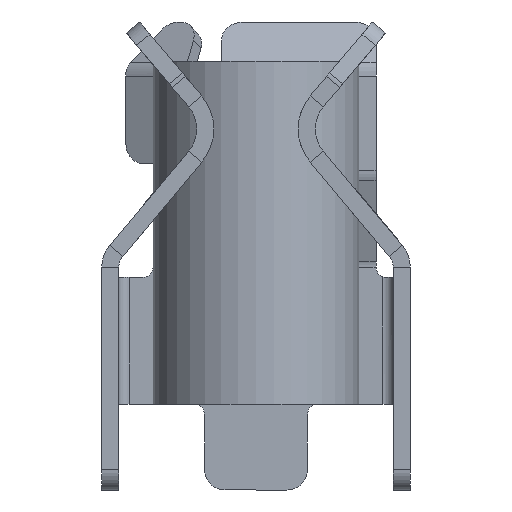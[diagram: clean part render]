
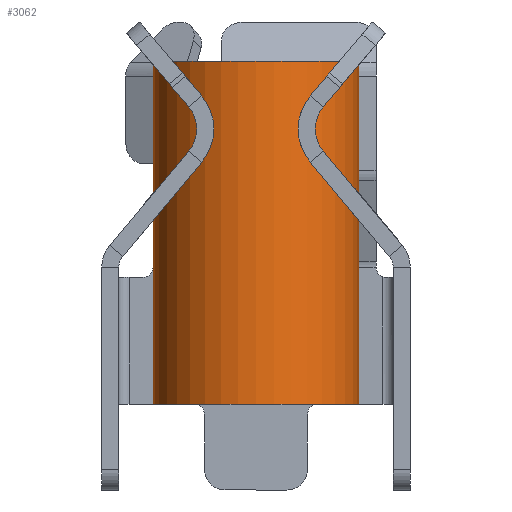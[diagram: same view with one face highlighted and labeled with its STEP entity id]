
A CAD part, front view. The second image highlights one B-rep face of the part: STEP entity #3062.
In plain terms, the highlighted cylindrical face has radius 3 mm (diameter 6 mm), a partial arc.
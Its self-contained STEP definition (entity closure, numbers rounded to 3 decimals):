
#251 = DIRECTION ( 'NONE',  ( -1., 0., 0. ) ) ;
#373 = AXIS2_PLACEMENT_3D ( 'NONE', #2048, #4230, #251 ) ;
#415 = CARTESIAN_POINT ( 'NONE',  ( 3., -6.952, 0. ) ) ;
#428 = EDGE_CURVE ( 'NONE', #5102, #3200, #4503, .T. ) ;
#535 = VERTEX_POINT ( 'NONE', #415 ) ;
#552 = CARTESIAN_POINT ( 'NONE',  ( 3., -6.952, 10. ) ) ;
#736 = DIRECTION ( 'NONE',  ( -1., 0., 0. ) ) ;
#905 = EDGE_LOOP ( 'NONE', ( #3085, #4887, #1275, #1887 ) ) ;
#1040 = VERTEX_POINT ( 'NONE', #552 ) ;
#1247 = CARTESIAN_POINT ( 'NONE',  ( 0., -6.952, 10. ) ) ;
#1275 = ORIENTED_EDGE ( 'NONE', *, *, #428, .T. ) ;
#1443 = CIRCLE ( 'NONE', #373, 3. ) ;
#1758 = DIRECTION ( 'NONE',  ( 0., 0., -1. ) ) ;
#1797 = CARTESIAN_POINT ( 'NONE',  ( -3., -6.952, 0. ) ) ;
#1887 = ORIENTED_EDGE ( 'NONE', *, *, #3528, .F. ) ;
#2048 = CARTESIAN_POINT ( 'NONE',  ( 0., -6.952, 10. ) ) ;
#2054 = FACE_OUTER_BOUND ( 'NONE', #905, .T. ) ;
#2144 = AXIS2_PLACEMENT_3D ( 'NONE', #1247, #3417, #736 ) ;
#2501 = CIRCLE ( 'NONE', #3825, 3. ) ;
#2891 = EDGE_CURVE ( 'NONE', #1040, #5102, #1443, .T. ) ;
#2956 = DIRECTION ( 'NONE',  ( 0., 0., -1. ) ) ;
#3062 = ADVANCED_FACE ( 'NONE', ( #2054 ), #3651, .T. ) ;
#3085 = ORIENTED_EDGE ( 'NONE', *, *, #3898, .F. ) ;
#3200 = VERTEX_POINT ( 'NONE', #1797 ) ;
#3417 = DIRECTION ( 'NONE',  ( 0., 0., -1. ) ) ;
#3528 = EDGE_CURVE ( 'NONE', #535, #3200, #2501, .T. ) ;
#3651 = CYLINDRICAL_SURFACE ( 'NONE', #2144, 3. ) ;
#3804 = DIRECTION ( 'NONE',  ( -1., 0., 0. ) ) ;
#3825 = AXIS2_PLACEMENT_3D ( 'NONE', #5629, #2956, #3804 ) ;
#3898 = EDGE_CURVE ( 'NONE', #1040, #535, #5746, .T. ) ;
#3998 = VECTOR ( 'NONE', #1758, 1000. ) ;
#4191 = CARTESIAN_POINT ( 'NONE',  ( -3., -6.952, 10. ) ) ;
#4230 = DIRECTION ( 'NONE',  ( 0., 0., -1. ) ) ;
#4264 = DIRECTION ( 'NONE',  ( 0., 0., -1. ) ) ;
#4407 = CARTESIAN_POINT ( 'NONE',  ( 3., -6.952, 10. ) ) ;
#4503 = LINE ( 'NONE', #4696, #4981 ) ;
#4696 = CARTESIAN_POINT ( 'NONE',  ( -3., -6.952, 10. ) ) ;
#4887 = ORIENTED_EDGE ( 'NONE', *, *, #2891, .T. ) ;
#4981 = VECTOR ( 'NONE', #4264, 1000. ) ;
#5102 = VERTEX_POINT ( 'NONE', #4191 ) ;
#5629 = CARTESIAN_POINT ( 'NONE',  ( 0., -6.952, 0. ) ) ;
#5746 = LINE ( 'NONE', #4407, #3998 ) ;
